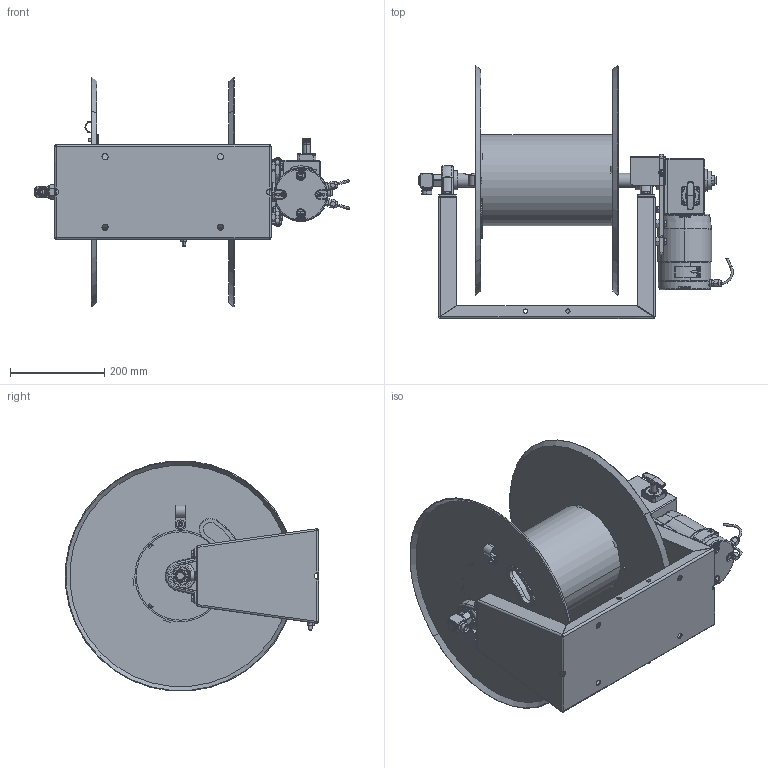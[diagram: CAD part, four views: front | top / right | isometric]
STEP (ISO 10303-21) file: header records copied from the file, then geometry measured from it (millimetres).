
FILE_DESCRIPTION((''),'2;1');
FILE_NAME('312_100_E_ASM','2020-07-23T',('CAD-01'),('CDM'),'PRO/ENGINEER BY PARAMETRIC TECHNOLOGY CORPORATION, 2015030','PRO/ENGINEER BY PARAMETRIC TECHNOLOGY CORPORATION, 2015030','');
FILE_SCHEMA(('CONFIG_CONTROL_DESIGN'));
Products named in the file (1): 312_100_E_ASM
Bounding box: 668.37 x 537.37 x 488.14 mm (x, y, z)
Surface area: 1782778 mm2 (no closed solid volume)
Topology: 0 solids, 188 shells, 1247 faces, 4454 edges, 3250 vertices
Faces by surface type: plane 536, cylinder 278, cone 246, torus 92, bspline 77, sphere 18
Entity records: 68652 total; most frequent: CARTESIAN_POINT 24302, DIRECTION 7295, ORIENTED_EDGE 6573, EDGE_CURVE 4431, VERTEX_POINT 3251, AXIS2_PLACEMENT_3D 2789, VECTOR 1717, LINE 1717
